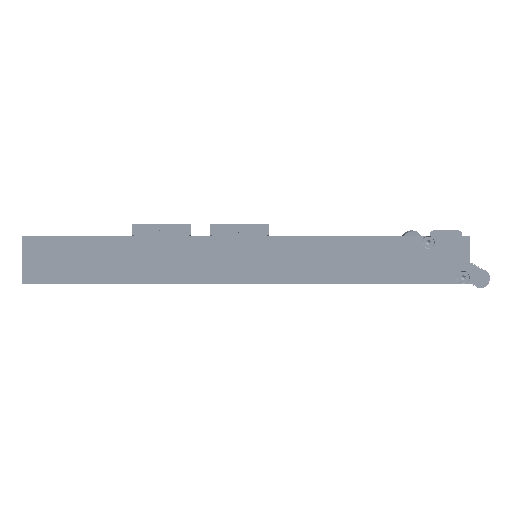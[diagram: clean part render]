
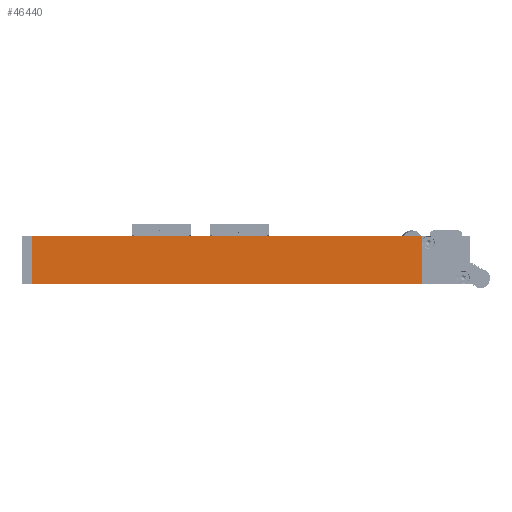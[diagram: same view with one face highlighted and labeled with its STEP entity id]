
A CAD part, left-side view. The second image highlights one B-rep face of the part: STEP entity #46440.
In plain terms, the highlighted planar face has unit normal (-1, 0, 0).
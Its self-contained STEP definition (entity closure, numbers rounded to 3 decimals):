
#2326=ORIENTED_EDGE('',*,*,#11980,.F.);
#2327=ORIENTED_EDGE('',*,*,#11981,.F.);
#2328=ORIENTED_EDGE('',*,*,#11982,.T.);
#2329=ORIENTED_EDGE('',*,*,#11983,.T.);
#11980=EDGE_CURVE('',#16807,#16806,#20122,.T.);
#11981=EDGE_CURVE('',#16808,#16807,#20123,.T.);
#11982=EDGE_CURVE('',#16808,#16809,#20124,.T.);
#11983=EDGE_CURVE('',#16809,#16806,#20125,.T.);
#16806=VERTEX_POINT('',#60579);
#16807=VERTEX_POINT('',#60581);
#16808=VERTEX_POINT('',#60585);
#16809=VERTEX_POINT('',#60587);
#20122=LINE('',#60582,#23555);
#20123=LINE('',#60584,#23556);
#20124=LINE('',#60586,#23557);
#20125=LINE('',#60588,#23558);
#23555=VECTOR('',#51442,1000.);
#23556=VECTOR('',#51445,1000.);
#23557=VECTOR('',#51446,1000.);
#23558=VECTOR('',#51447,1000.);
#26940=EDGE_LOOP('',(#2326,#2327,#2328,#2329));
#29380=FACE_BOUND('',#26940,.T.);
#31806=PLANE('',#48446);
#46440=ADVANCED_FACE('',(#29380),#31806,.F.);
#48446=AXIS2_PLACEMENT_3D('',#60583,#51443,#51444);
#51442=DIRECTION('',(0.,-1.,0.));
#51443=DIRECTION('',(1.,0.,0.));
#51444=DIRECTION('',(0.,0.,-1.));
#51445=DIRECTION('',(0.,0.,1.));
#51446=DIRECTION('',(0.,-1.,0.));
#51447=DIRECTION('',(0.,0.,1.));
#60579=CARTESIAN_POINT('',(-25.,0.,25.));
#60581=CARTESIAN_POINT('',(-25.,400.,25.));
#60582=CARTESIAN_POINT('',(-25.,100.,25.));
#60583=CARTESIAN_POINT('',(-25.,100.,-25.));
#60584=CARTESIAN_POINT('',(-25.,400.,-25.));
#60585=CARTESIAN_POINT('',(-25.,400.,-25.));
#60586=CARTESIAN_POINT('',(-25.,100.,-25.));
#60587=CARTESIAN_POINT('',(-25.,0.,-25.));
#60588=CARTESIAN_POINT('',(-25.,0.,-25.));
